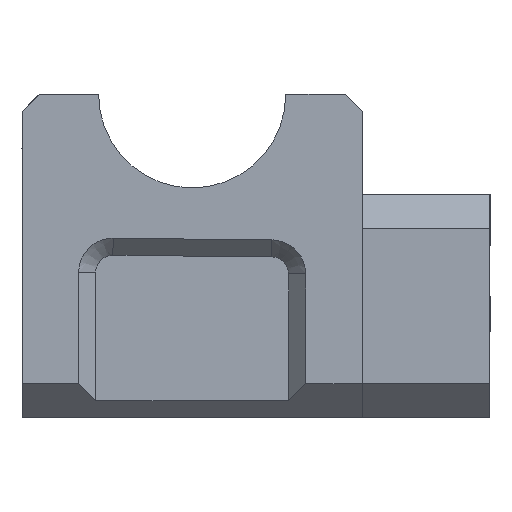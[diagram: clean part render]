
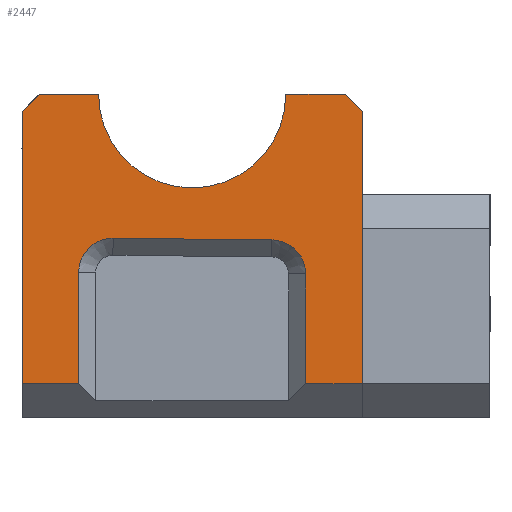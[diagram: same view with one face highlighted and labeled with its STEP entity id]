
A CAD part, left-side view. The second image highlights one B-rep face of the part: STEP entity #2447.
In plain terms, the highlighted planar face has unit normal (-1, 0, 0).
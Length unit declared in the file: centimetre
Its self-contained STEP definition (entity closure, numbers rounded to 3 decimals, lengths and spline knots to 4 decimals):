
#40=LINE('',#3480,#277);
#44=LINE('',#3488,#281);
#45=LINE('',#3490,#282);
#46=LINE('',#3492,#283);
#47=LINE('',#3496,#284);
#48=LINE('',#3500,#285);
#49=LINE('',#3502,#286);
#50=LINE('',#3504,#287);
#51=LINE('',#3506,#288);
#52=LINE('',#3508,#289);
#53=LINE('',#3511,#290);
#277=VECTOR('',#2797,1.);
#281=VECTOR('',#2803,1.);
#282=VECTOR('',#2804,1.);
#283=VECTOR('',#2805,1.);
#284=VECTOR('',#2808,1.);
#285=VECTOR('',#2811,1.);
#286=VECTOR('',#2812,1.);
#287=VECTOR('',#2813,1.);
#288=VECTOR('',#2814,1.);
#289=VECTOR('',#2815,1.);
#290=VECTOR('',#2818,1.);
#516=PLANE('',#2582);
#625=CIRCLE('',#2583,0.2);
#626=CIRCLE('',#2584,0.2);
#627=CIRCLE('',#2585,0.55);
#704=FACE_OUTER_BOUND('',#836,.T.);
#836=EDGE_LOOP('',(#1673,#1674,#1675,#1676,#1677,#1678,#1679,#1680,#1681,
#1682,#1683,#1684,#1685,#1686));
#1045=VERTEX_POINT('',#3478);
#1046=VERTEX_POINT('',#3479);
#1049=VERTEX_POINT('',#3487);
#1050=VERTEX_POINT('',#3489);
#1051=VERTEX_POINT('',#3491);
#1052=VERTEX_POINT('',#3493);
#1053=VERTEX_POINT('',#3495);
#1054=VERTEX_POINT('',#3497);
#1055=VERTEX_POINT('',#3499);
#1056=VERTEX_POINT('',#3501);
#1057=VERTEX_POINT('',#3503);
#1058=VERTEX_POINT('',#3505);
#1059=VERTEX_POINT('',#3507);
#1060=VERTEX_POINT('',#3509);
#1297=EDGE_CURVE('',#1045,#1046,#40,.T.);
#1301=EDGE_CURVE('',#1045,#1049,#44,.T.);
#1302=EDGE_CURVE('',#1050,#1049,#45,.T.);
#1303=EDGE_CURVE('',#1050,#1051,#46,.T.);
#1304=EDGE_CURVE('',#1051,#1052,#625,.T.);
#1305=EDGE_CURVE('',#1052,#1053,#47,.T.);
#1306=EDGE_CURVE('',#1053,#1054,#626,.T.);
#1307=EDGE_CURVE('',#1054,#1055,#48,.T.);
#1308=EDGE_CURVE('',#1056,#1055,#49,.T.);
#1309=EDGE_CURVE('',#1057,#1056,#50,.T.);
#1310=EDGE_CURVE('',#1058,#1057,#51,.T.);
#1311=EDGE_CURVE('',#1059,#1058,#52,.F.);
#1312=EDGE_CURVE('',#1059,#1060,#627,.T.);
#1313=EDGE_CURVE('',#1046,#1060,#53,.F.);
#1673=ORIENTED_EDGE('',*,*,#1297,.F.);
#1674=ORIENTED_EDGE('',*,*,#1301,.T.);
#1675=ORIENTED_EDGE('',*,*,#1302,.F.);
#1676=ORIENTED_EDGE('',*,*,#1303,.T.);
#1677=ORIENTED_EDGE('',*,*,#1304,.T.);
#1678=ORIENTED_EDGE('',*,*,#1305,.T.);
#1679=ORIENTED_EDGE('',*,*,#1306,.T.);
#1680=ORIENTED_EDGE('',*,*,#1307,.T.);
#1681=ORIENTED_EDGE('',*,*,#1308,.F.);
#1682=ORIENTED_EDGE('',*,*,#1309,.F.);
#1683=ORIENTED_EDGE('',*,*,#1310,.F.);
#1684=ORIENTED_EDGE('',*,*,#1311,.F.);
#1685=ORIENTED_EDGE('',*,*,#1312,.T.);
#1686=ORIENTED_EDGE('',*,*,#1313,.F.);
#2447=ADVANCED_FACE('',(#704),#516,.F.);
#2582=AXIS2_PLACEMENT_3D('',#3486,#2801,#2802);
#2583=AXIS2_PLACEMENT_3D('',#3494,#2806,#2807);
#2584=AXIS2_PLACEMENT_3D('',#3498,#2809,#2810);
#2585=AXIS2_PLACEMENT_3D('',#3510,#2816,#2817);
#2797=DIRECTION('',(0.,-0.707,0.707));
#2801=DIRECTION('center_axis',(1.,0.,0.));
#2802=DIRECTION('ref_axis',(0.,0.,1.));
#2803=DIRECTION('',(0.,0.,-1.));
#2804=DIRECTION('',(0.,1.,0.));
#2805=DIRECTION('',(0.,0.,1.));
#2806=DIRECTION('center_axis',(1.,0.,0.));
#2807=DIRECTION('ref_axis',(0.,-0.01,
1.));
#2808=DIRECTION('',(0.,-1.,-0.01));
#2809=DIRECTION('center_axis',(1.,0.,0.));
#2810=DIRECTION('ref_axis',(0.,-1.,0.));
#2811=DIRECTION('',(0.,0.,-1.));
#2812=DIRECTION('',(0.,1.,0.));
#2813=DIRECTION('',(0.,0.,-1.));
#2814=DIRECTION('',(0.,-0.707,-0.707));
#2815=DIRECTION('',(0.,1.,0.));
#2816=DIRECTION('center_axis',(1.,0.,0.));
#2817=DIRECTION('ref_axis',(0.,-1.,0.));
#2818=DIRECTION('',(0.,1.,0.));
#3478=CARTESIAN_POINT('',(-13.9762,10.0318,7.7742));
#3479=CARTESIAN_POINT('',(-13.9762,9.9318,7.8742));
#3480=CARTESIAN_POINT('',(-13.9762,10.0318,7.7742));
#3486=CARTESIAN_POINT('Origin',(-13.9762,9.0318,6.6742));
#3487=CARTESIAN_POINT('',(-13.9762,10.0318,6.1742));
#3488=CARTESIAN_POINT('',(-13.9762,10.0318,6.6742));
#3489=CARTESIAN_POINT('',(-13.9762,9.6985,6.1742));
#3490=CARTESIAN_POINT('',(-13.9762,9.0318,6.1742));
#3491=CARTESIAN_POINT('',(-13.9762,9.6985,6.8283));
#3492=CARTESIAN_POINT('',(-13.9762,9.6985,6.1013));
#3493=CARTESIAN_POINT('',(-13.9762,9.4966,7.0282));
#3494=CARTESIAN_POINT('Origin',(-13.9762,9.4985,6.8283));
#3495=CARTESIAN_POINT('',(-13.9762,8.5632,7.019));
#3496=CARTESIAN_POINT('',(-13.9762,9.2622,7.0259));
#3497=CARTESIAN_POINT('',(-13.9762,8.3652,6.819));
#3498=CARTESIAN_POINT('Origin',(-13.9762,8.5652,6.819));
#3499=CARTESIAN_POINT('',(-13.9762,8.3652,6.1742));
#3500=CARTESIAN_POINT('',(-13.9762,8.3652,6.7216));
#3501=CARTESIAN_POINT('',(-13.9762,8.0318,6.1742));
#3502=CARTESIAN_POINT('',(-13.9762,9.0318,6.1742));
#3503=CARTESIAN_POINT('',(-13.9762,8.0318,7.7742));
#3504=CARTESIAN_POINT('',(-13.9762,8.0318,6.6742));
#3505=CARTESIAN_POINT('',(-13.9762,8.1318,7.8742));
#3506=CARTESIAN_POINT('',(-13.9762,8.0318,7.7742));
#3507=CARTESIAN_POINT('',(-13.9762,8.4818,7.8742));
#3508=CARTESIAN_POINT('',(-13.9762,9.0318,7.8742));
#3509=CARTESIAN_POINT('',(-13.9762,9.5818,7.8742));
#3510=CARTESIAN_POINT('Origin',(-13.9762,9.0318,7.8742));
#3511=CARTESIAN_POINT('',(-13.9762,9.0318,7.8742));
